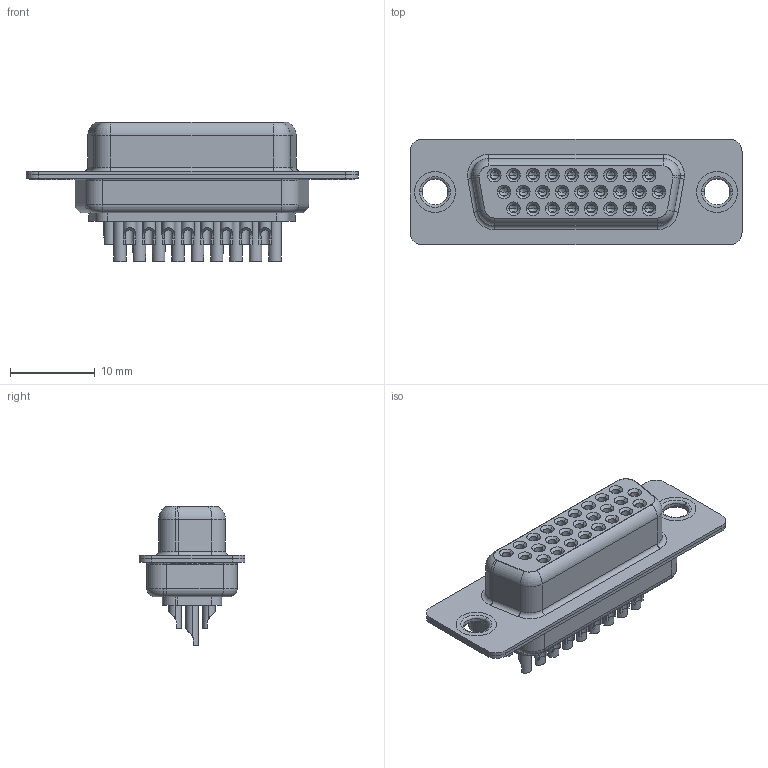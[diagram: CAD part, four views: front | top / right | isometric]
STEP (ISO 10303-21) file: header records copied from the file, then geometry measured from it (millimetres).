
FILE_DESCRIPTION (( 'STEP AP203' ), '1' );
FILE_NAME ('638-M26-632-BN1.STEP', '2022-07-05T19:52:01', ( '' ), ( '' ), 'SwSTEP 2.0', 'SolidWorks 2020', '' );
FILE_SCHEMA (( 'CONFIG_CONTROL_DESIGN' ));
Length unit declared in the file: millimetre
Products named in the file (8): 638M Contact Row 3_32; 638M Contact Row 1_32; 638M Shell Rear_26 Contacts; 638M Shell Front_26 Contacts; 638M Thru Hole Rivet; 638M Contact Row 2_32; 638M Housing_26 Contacts; 638-M26-632-BN1
Assembly tree (31 placements, depth 2):
  638-M26-632-BN1
    638M Housing_26 Contacts
    638M Shell Front_26 Contacts
    638M Shell Rear_26 Contacts
    638M Contact Row 1_32  x9
    638M Contact Row 2_32  x9
    638M Contact Row 3_32  x8
    638M Thru Hole Rivet  x2
Bounding box: 39.2 x 12.5 x 16.45 mm (x, y, z)
Volume: 2314.1 mm3; surface area: 7900.4 mm2
Topology: 31 solids, 31 shells, 1683 faces, 4139 edges, 2555 vertices
Faces by surface type: cylinder 667, plane 509, torus 273, cone 234
Entity records: 21842 total; most frequent: DIRECTION 3855, CARTESIAN_POINT 3713, ORIENTED_EDGE 3206, AXIS2_PLACEMENT_3D 1620, EDGE_CURVE 1603, VERTEX_POINT 1013, CIRCLE 889, EDGE_LOOP 856
